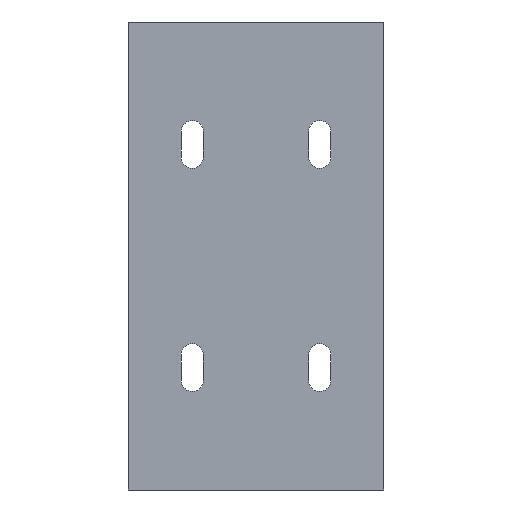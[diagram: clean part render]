
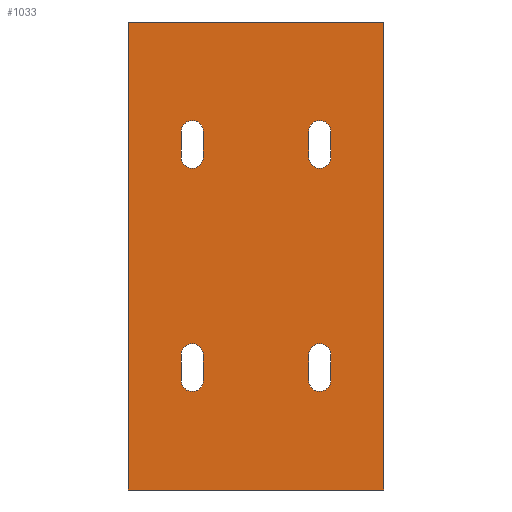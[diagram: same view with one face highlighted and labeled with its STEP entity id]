
A CAD part, front view. The second image highlights one B-rep face of the part: STEP entity #1033.
In plain terms, the highlighted planar face has unit normal (0, -1, 0).
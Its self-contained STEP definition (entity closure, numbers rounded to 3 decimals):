
#36=FACE_BOUND('',#137,.T.);
#37=FACE_BOUND('',#138,.T.);
#38=FACE_BOUND('',#139,.T.);
#39=FACE_BOUND('',#140,.T.);
#58=CIRCLE('',#1119,3.5);
#59=CIRCLE('',#1120,3.5);
#60=CIRCLE('',#1121,3.5);
#61=CIRCLE('',#1122,3.5);
#62=CIRCLE('',#1123,3.5);
#63=CIRCLE('',#1124,3.5);
#64=CIRCLE('',#1125,3.5);
#65=CIRCLE('',#1126,3.5);
#80=FACE_OUTER_BOUND('',#136,.T.);
#136=EDGE_LOOP('',(#696,#697,#698,#699,#700,#701,#702,#703));
#137=EDGE_LOOP('',(#704,#705,#706,#707));
#138=EDGE_LOOP('',(#708,#709,#710,#711));
#139=EDGE_LOOP('',(#712,#713,#714,#715));
#140=EDGE_LOOP('',(#716,#717,#718,#719));
#219=LINE('',#1543,#331);
#220=LINE('',#1545,#332);
#221=LINE('',#1547,#333);
#222=LINE('',#1549,#334);
#223=LINE('',#1551,#335);
#224=LINE('',#1553,#336);
#225=LINE('',#1555,#337);
#226=LINE('',#1556,#338);
#227=LINE('',#1561,#339);
#228=LINE('',#1564,#340);
#229=LINE('',#1569,#341);
#230=LINE('',#1572,#342);
#231=LINE('',#1577,#343);
#232=LINE('',#1580,#344);
#233=LINE('',#1585,#345);
#234=LINE('',#1588,#346);
#331=VECTOR('',#1243,10.);
#332=VECTOR('',#1244,10.);
#333=VECTOR('',#1245,10.);
#334=VECTOR('',#1246,10.);
#335=VECTOR('',#1247,10.);
#336=VECTOR('',#1248,10.);
#337=VECTOR('',#1249,10.);
#338=VECTOR('',#1250,10.);
#339=VECTOR('',#1253,10.);
#340=VECTOR('',#1256,10.);
#341=VECTOR('',#1259,10.);
#342=VECTOR('',#1262,10.);
#343=VECTOR('',#1265,10.);
#344=VECTOR('',#1268,10.);
#345=VECTOR('',#1271,10.);
#346=VECTOR('',#1274,10.);
#454=VERTEX_POINT('',#1541);
#455=VERTEX_POINT('',#1542);
#456=VERTEX_POINT('',#1544);
#457=VERTEX_POINT('',#1546);
#458=VERTEX_POINT('',#1548);
#459=VERTEX_POINT('',#1550);
#460=VERTEX_POINT('',#1552);
#461=VERTEX_POINT('',#1554);
#462=VERTEX_POINT('',#1557);
#463=VERTEX_POINT('',#1558);
#464=VERTEX_POINT('',#1560);
#465=VERTEX_POINT('',#1562);
#466=VERTEX_POINT('',#1565);
#467=VERTEX_POINT('',#1566);
#468=VERTEX_POINT('',#1568);
#469=VERTEX_POINT('',#1570);
#470=VERTEX_POINT('',#1573);
#471=VERTEX_POINT('',#1574);
#472=VERTEX_POINT('',#1576);
#473=VERTEX_POINT('',#1578);
#474=VERTEX_POINT('',#1581);
#475=VERTEX_POINT('',#1582);
#476=VERTEX_POINT('',#1584);
#477=VERTEX_POINT('',#1586);
#551=EDGE_CURVE('',#454,#455,#219,.T.);
#552=EDGE_CURVE('',#456,#454,#220,.T.);
#553=EDGE_CURVE('',#457,#456,#221,.T.);
#554=EDGE_CURVE('',#458,#457,#222,.T.);
#555=EDGE_CURVE('',#459,#458,#223,.T.);
#556=EDGE_CURVE('',#459,#460,#224,.T.);
#557=EDGE_CURVE('',#461,#460,#225,.T.);
#558=EDGE_CURVE('',#455,#461,#226,.T.);
#559=EDGE_CURVE('',#462,#463,#58,.T.);
#560=EDGE_CURVE('',#463,#464,#227,.T.);
#561=EDGE_CURVE('',#464,#465,#59,.T.);
#562=EDGE_CURVE('',#465,#462,#228,.T.);
#563=EDGE_CURVE('',#466,#467,#60,.T.);
#564=EDGE_CURVE('',#467,#468,#229,.T.);
#565=EDGE_CURVE('',#468,#469,#61,.T.);
#566=EDGE_CURVE('',#469,#466,#230,.T.);
#567=EDGE_CURVE('',#470,#471,#62,.T.);
#568=EDGE_CURVE('',#471,#472,#231,.T.);
#569=EDGE_CURVE('',#472,#473,#63,.T.);
#570=EDGE_CURVE('',#473,#470,#232,.T.);
#571=EDGE_CURVE('',#474,#475,#64,.T.);
#572=EDGE_CURVE('',#475,#476,#233,.T.);
#573=EDGE_CURVE('',#476,#477,#65,.T.);
#574=EDGE_CURVE('',#477,#474,#234,.T.);
#696=ORIENTED_EDGE('',*,*,#551,.F.);
#697=ORIENTED_EDGE('',*,*,#552,.F.);
#698=ORIENTED_EDGE('',*,*,#553,.F.);
#699=ORIENTED_EDGE('',*,*,#554,.F.);
#700=ORIENTED_EDGE('',*,*,#555,.F.);
#701=ORIENTED_EDGE('',*,*,#556,.T.);
#702=ORIENTED_EDGE('',*,*,#557,.F.);
#703=ORIENTED_EDGE('',*,*,#558,.F.);
#704=ORIENTED_EDGE('',*,*,#559,.T.);
#705=ORIENTED_EDGE('',*,*,#560,.T.);
#706=ORIENTED_EDGE('',*,*,#561,.T.);
#707=ORIENTED_EDGE('',*,*,#562,.T.);
#708=ORIENTED_EDGE('',*,*,#563,.T.);
#709=ORIENTED_EDGE('',*,*,#564,.T.);
#710=ORIENTED_EDGE('',*,*,#565,.T.);
#711=ORIENTED_EDGE('',*,*,#566,.T.);
#712=ORIENTED_EDGE('',*,*,#567,.T.);
#713=ORIENTED_EDGE('',*,*,#568,.T.);
#714=ORIENTED_EDGE('',*,*,#569,.T.);
#715=ORIENTED_EDGE('',*,*,#570,.T.);
#716=ORIENTED_EDGE('',*,*,#571,.T.);
#717=ORIENTED_EDGE('',*,*,#572,.T.);
#718=ORIENTED_EDGE('',*,*,#573,.T.);
#719=ORIENTED_EDGE('',*,*,#574,.T.);
#948=PLANE('',#1118);
#1033=ADVANCED_FACE('',(#80,#36,#37,#38,#39),#948,.F.);
#1118=AXIS2_PLACEMENT_3D('',#1540,#1241,#1242);
#1119=AXIS2_PLACEMENT_3D('',#1559,#1251,#1252);
#1120=AXIS2_PLACEMENT_3D('',#1563,#1254,#1255);
#1121=AXIS2_PLACEMENT_3D('',#1567,#1257,#1258);
#1122=AXIS2_PLACEMENT_3D('',#1571,#1260,#1261);
#1123=AXIS2_PLACEMENT_3D('',#1575,#1263,#1264);
#1124=AXIS2_PLACEMENT_3D('',#1579,#1266,#1267);
#1125=AXIS2_PLACEMENT_3D('',#1583,#1269,#1270);
#1126=AXIS2_PLACEMENT_3D('',#1587,#1272,#1273);
#1241=DIRECTION('center_axis',(0.,1.,0.));
#1242=DIRECTION('ref_axis',(0.,0.,1.));
#1243=DIRECTION('',(0.,0.,-1.));
#1244=DIRECTION('',(0.,0.,-1.));
#1245=DIRECTION('',(0.,0.,-1.));
#1246=DIRECTION('',(1.,0.,0.));
#1247=DIRECTION('',(0.,0.,1.));
#1248=DIRECTION('',(0.,0.,-1.));
#1249=DIRECTION('',(0.,0.,1.));
#1250=DIRECTION('',(-1.,0.,0.));
#1251=DIRECTION('center_axis',(0.,1.,0.));
#1252=DIRECTION('ref_axis',(1.,0.,0.));
#1253=DIRECTION('',(0.,0.,-1.));
#1254=DIRECTION('center_axis',(0.,1.,0.));
#1255=DIRECTION('ref_axis',(-1.,0.,0.));
#1256=DIRECTION('',(0.,0.,1.));
#1257=DIRECTION('center_axis',(0.,1.,0.));
#1258=DIRECTION('ref_axis',(1.,0.,0.));
#1259=DIRECTION('',(0.,0.,-1.));
#1260=DIRECTION('center_axis',(0.,1.,0.));
#1261=DIRECTION('ref_axis',(-1.,0.,0.));
#1262=DIRECTION('',(0.,0.,1.));
#1263=DIRECTION('center_axis',(0.,1.,0.));
#1264=DIRECTION('ref_axis',(1.,0.,0.));
#1265=DIRECTION('',(0.,0.,-1.));
#1266=DIRECTION('center_axis',(0.,1.,0.));
#1267=DIRECTION('ref_axis',(-1.,0.,0.));
#1268=DIRECTION('',(0.,0.,1.));
#1269=DIRECTION('center_axis',(0.,1.,0.));
#1270=DIRECTION('ref_axis',(1.,0.,0.));
#1271=DIRECTION('',(0.,0.,-1.));
#1272=DIRECTION('center_axis',(0.,1.,0.));
#1273=DIRECTION('ref_axis',(-1.,0.,0.));
#1274=DIRECTION('',(0.,0.,1.));
#1540=CARTESIAN_POINT('Origin',(0.,0.,
-87.25));
#1541=CARTESIAN_POINT('',(40.,0.,-71.369));
#1542=CARTESIAN_POINT('',(40.,0.,-73.369));
#1543=CARTESIAN_POINT('',(40.,0.,-7.94));
#1544=CARTESIAN_POINT('',(40.,0.,71.369));
#1545=CARTESIAN_POINT('',(40.,0.,72.));
#1546=CARTESIAN_POINT('',(40.,0.,73.369));
#1547=CARTESIAN_POINT('',(40.,0.,-7.94));
#1548=CARTESIAN_POINT('',(-40.,0.,73.369));
#1549=CARTESIAN_POINT('',(0.,0.,73.369));
#1550=CARTESIAN_POINT('',(-40.,0.,71.369));
#1551=CARTESIAN_POINT('',(-40.,0.,-6.065));
#1552=CARTESIAN_POINT('',(-40.,0.,-71.369));
#1553=CARTESIAN_POINT('',(-40.,0.,72.));
#1554=CARTESIAN_POINT('',(-40.,0.,-73.369));
#1555=CARTESIAN_POINT('',(-40.,0.,-6.065));
#1556=CARTESIAN_POINT('',(0.,0.,-73.369));
#1557=CARTESIAN_POINT('',(16.5,0.,39.));
#1558=CARTESIAN_POINT('',(23.5,0.,39.));
#1559=CARTESIAN_POINT('Origin',(20.,0.,39.));
#1560=CARTESIAN_POINT('',(23.5,0.,31.));
#1561=CARTESIAN_POINT('',(23.5,0.,15.5));
#1562=CARTESIAN_POINT('',(16.5,0.,31.));
#1563=CARTESIAN_POINT('Origin',(20.,0.,31.));
#1564=CARTESIAN_POINT('',(16.5,0.,19.5));
#1565=CARTESIAN_POINT('',(-23.5,0.,39.));
#1566=CARTESIAN_POINT('',(-16.5,0.,39.));
#1567=CARTESIAN_POINT('Origin',(-20.,0.,39.));
#1568=CARTESIAN_POINT('',(-16.5,0.,31.));
#1569=CARTESIAN_POINT('',(-16.5,0.,15.5));
#1570=CARTESIAN_POINT('',(-23.5,0.,31.));
#1571=CARTESIAN_POINT('Origin',(-20.,0.,31.));
#1572=CARTESIAN_POINT('',(-23.5,0.,19.5));
#1573=CARTESIAN_POINT('',(-23.5,0.,-31.));
#1574=CARTESIAN_POINT('',(-16.5,0.,-31.));
#1575=CARTESIAN_POINT('Origin',(-20.,0.,-31.));
#1576=CARTESIAN_POINT('',(-16.5,0.,-39.));
#1577=CARTESIAN_POINT('',(-16.5,0.,-19.5));
#1578=CARTESIAN_POINT('',(-23.5,0.,-39.));
#1579=CARTESIAN_POINT('Origin',(-20.,0.,-39.));
#1580=CARTESIAN_POINT('',(-23.5,0.,-15.5));
#1581=CARTESIAN_POINT('',(16.5,0.,-31.));
#1582=CARTESIAN_POINT('',(23.5,0.,-31.));
#1583=CARTESIAN_POINT('Origin',(20.,0.,-31.));
#1584=CARTESIAN_POINT('',(23.5,0.,-39.));
#1585=CARTESIAN_POINT('',(23.5,0.,-19.5));
#1586=CARTESIAN_POINT('',(16.5,0.,-39.));
#1587=CARTESIAN_POINT('Origin',(20.,0.,-39.));
#1588=CARTESIAN_POINT('',(16.5,0.,-15.5));
